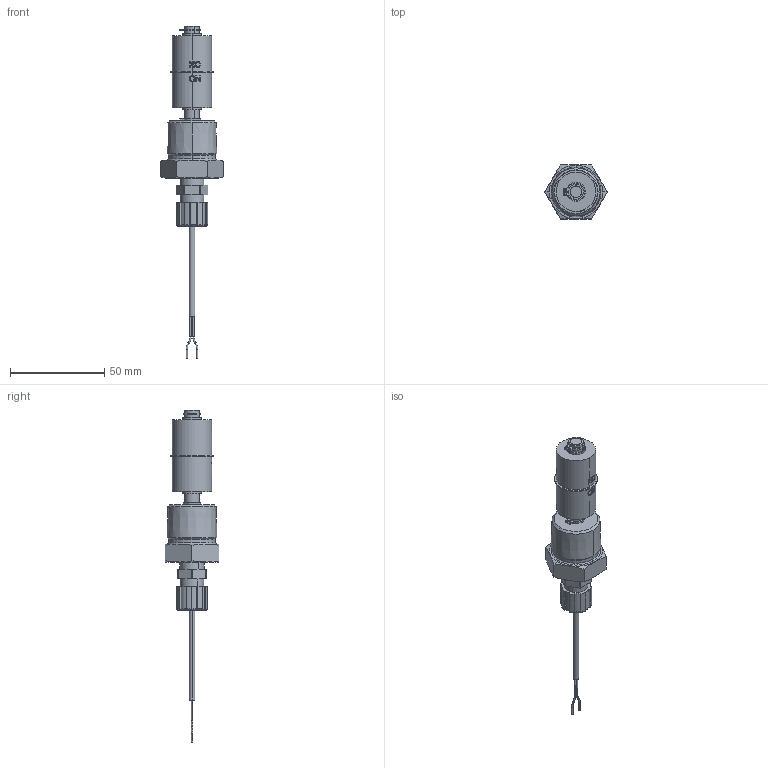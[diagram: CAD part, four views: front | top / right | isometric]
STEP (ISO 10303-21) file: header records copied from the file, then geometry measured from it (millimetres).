
FILE_DESCRIPTION (( 'STEP AP214' ), '1' );
FILE_NAME ('ADM4169-1 nc coord fxt.STEP', '2022-03-22T14:40:56', ( '' ), ( '' ), 'SwSTEP 2.0', 'SolidWorks 2021', '' );
FILE_SCHEMA (( 'AUTOMOTIVE_DESIGN' ));
Length unit declared in the file: inch
Products named in the file (1): ADM4169-1 nc coord fxt
Bounding box: 33 x 28.57 x 175.73 mm (x, y, z)
Volume: 32750.9 mm3; surface area: 16166.3 mm2
Topology: 9 solids, 9 shells, 263 faces, 638 edges, 407 vertices
Faces by surface type: cylinder 116, plane 85, bspline 50, cone 12
Entity records: 17045 total; most frequent: CARTESIAN_POINT 10919, ORIENTED_EDGE 1276, DIRECTION 1193, EDGE_CURVE 638, AXIS2_PLACEMENT_3D 453, VERTEX_POINT 407, EDGE_LOOP 295, VECTOR 287
